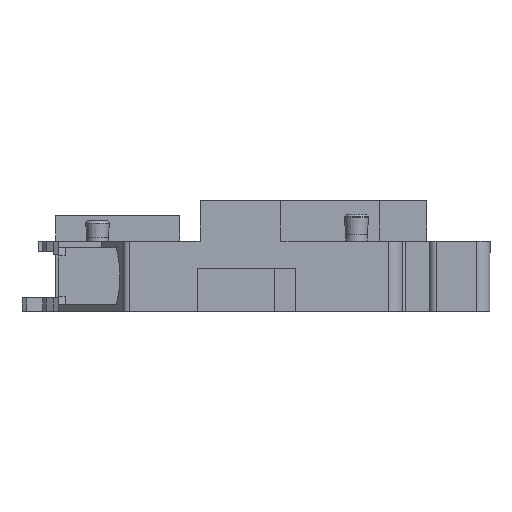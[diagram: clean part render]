
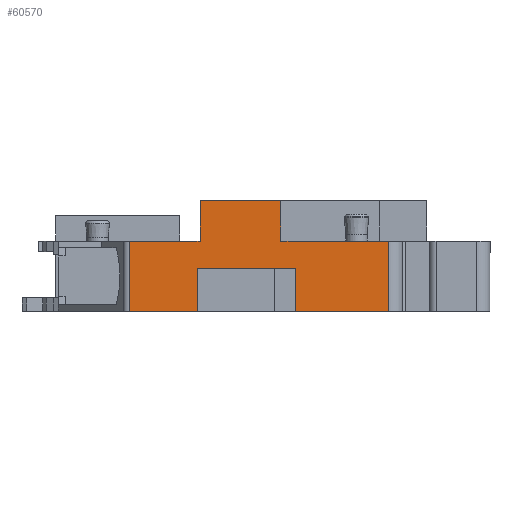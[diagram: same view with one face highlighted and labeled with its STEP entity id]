
A CAD part, left-side view. The second image highlights one B-rep face of the part: STEP entity #60570.
In plain terms, the highlighted face is planar.
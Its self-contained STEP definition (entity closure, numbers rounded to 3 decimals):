
#7590=CARTESIAN_POINT('',(-44.838,-0.882,
-2.6));
#7600=VERTEX_POINT('',#7590);
#7750=CARTESIAN_POINT('',(-44.838,-0.882,
-5.6));
#7760=VERTEX_POINT('',#7750);
#7790=CARTESIAN_POINT('',(-44.838,-0.882,
0.));
#7800=DIRECTION('',(0.,0.,1.));
#7810=VECTOR('',#7800,1.);
#7820=LINE('',#7790,#7810);
#7830=EDGE_CURVE('',#7760,#7600,#7820,.T.);
#11210=CARTESIAN_POINT('',(-38.838,-0.882,
-5.6));
#11220=VERTEX_POINT('',#11210);
#11250=CARTESIAN_POINT('',(0.,-0.882,-5.6));
#11260=DIRECTION('',(-1.,0.,0.));
#11270=VECTOR('',#11260,1.);
#11280=LINE('',#11250,#11270);
#11290=EDGE_CURVE('',#11220,#7760,#11280,.T.);
#15490=CARTESIAN_POINT('',(-45.038,-0.882,
0.));
#15500=DIRECTION('',(0.,0.,1.));
#15510=VECTOR('',#15500,1.);
#15520=LINE('',#15490,#15510);
#15530=CARTESIAN_POINT('',(-45.038,-0.882,
-0.6));
#15540=VERTEX_POINT('',#15530);
#15550=CARTESIAN_POINT('',(-45.038,-0.882,
2.6));
#15560=VERTEX_POINT('',#15550);
#15570=EDGE_CURVE('',#15540,#15560,#15520,.T.);
#18350=CARTESIAN_POINT('',(0.,-0.882,-0.6));
#18360=DIRECTION('',(1.,0.,0.));
#18370=VECTOR('',#18360,1.);
#18380=LINE('',#18350,#18370);
#18390=CARTESIAN_POINT('',(-37.738,-0.882,
-0.6));
#18400=VERTEX_POINT('',#18390);
#18410=EDGE_CURVE('',#15540,#18400,#18380,.T.);
#24130=CARTESIAN_POINT('',(-30.838,-0.882,
2.6));
#24140=VERTEX_POINT('',#24130);
#24170=CARTESIAN_POINT('',(-30.838,-0.882,
-2.6));
#24180=DIRECTION('',(0.,0.,1.));
#24190=VECTOR('',#24180,1.);
#24200=LINE('',#24170,#24190);
#24210=CARTESIAN_POINT('',(-30.838,-0.882,
-2.6));
#24220=VERTEX_POINT('',#24210);
#24230=EDGE_CURVE('',#24220,#24140,#24200,.T.);
#35490=CARTESIAN_POINT('',(0.,-0.882,-2.6));
#35500=DIRECTION('',(-1.,0.,0.));
#35510=VECTOR('',#35500,1.);
#35520=LINE('',#35490,#35510);
#35530=CARTESIAN_POINT('',(-50.089,-0.882,
-2.6));
#35540=VERTEX_POINT('',#35530);
#35550=EDGE_CURVE('',#7600,#35540,#35520,.T.);
#55610=CARTESIAN_POINT('',(-50.089,-0.882,
2.6));
#55620=VERTEX_POINT('',#55610);
#55650=CARTESIAN_POINT('',(0.,-0.882,2.6));
#55660=DIRECTION('',(1.,0.,0.));
#55670=VECTOR('',#55660,1.);
#55680=LINE('',#55650,#55670);
#55690=EDGE_CURVE('',#55620,#15560,#55680,.T.);
#57720=CARTESIAN_POINT('',(0.,-0.882,-2.6));
#57730=DIRECTION('',(-1.,0.,0.));
#57740=VECTOR('',#57730,1.);
#57750=LINE('',#57720,#57740);
#57760=CARTESIAN_POINT('',(-38.838,-0.882,
-2.6));
#57770=VERTEX_POINT('',#57760);
#57780=EDGE_CURVE('',#24220,#57770,#57750,.T.);
#58640=CARTESIAN_POINT('',(-37.738,-0.882,
0.));
#58650=DIRECTION('',(0.,0.,-1.));
#58660=VECTOR('',#58650,1.);
#58670=LINE('',#58640,#58660);
#58680=CARTESIAN_POINT('',(-37.738,-0.882,
2.6));
#58690=VERTEX_POINT('',#58680);
#58700=EDGE_CURVE('',#58690,#18400,#58670,.T.);
#60230=CARTESIAN_POINT('',(-31.538,-0.882,
-2.6));
#60240=DIRECTION('',(0.,1.,0.));
#60250=DIRECTION('',(-1.,0.,0.));
#60260=AXIS2_PLACEMENT_3D('',#60230,#60240,#60250);
#60270=PLANE('',#60260);
#60280=ORIENTED_EDGE('',*,*,#24230,.F.);
#60290=CARTESIAN_POINT('',(0.,-0.882,2.6));
#60300=DIRECTION('',(1.,0.,0.));
#60310=VECTOR('',#60300,1.);
#60320=LINE('',#60290,#60310);
#60330=EDGE_CURVE('',#58690,#24140,#60320,.T.);
#60340=ORIENTED_EDGE('',*,*,#60330,.T.);
#60350=ORIENTED_EDGE('',*,*,#58700,.F.);
#60360=ORIENTED_EDGE('',*,*,#18410,.T.);
#60370=ORIENTED_EDGE('',*,*,#15570,.F.);
#60380=ORIENTED_EDGE('',*,*,#55690,.T.);
#60390=CARTESIAN_POINT('',(-50.089,-0.882,
-2.6));
#60400=DIRECTION('',(0.,0.,-1.));
#60410=VECTOR('',#60400,1.);
#60420=LINE('',#60390,#60410);
#60430=EDGE_CURVE('',#55620,#35540,#60420,.T.);
#60440=ORIENTED_EDGE('',*,*,#60430,.F.);
#60450=ORIENTED_EDGE('',*,*,#35550,.T.);
#60460=ORIENTED_EDGE('',*,*,#7830,.T.);
#60470=ORIENTED_EDGE('',*,*,#11290,.T.);
#60480=CARTESIAN_POINT('',(-38.838,-0.882,
0.));
#60490=DIRECTION('',(0.,0.,1.));
#60500=VECTOR('',#60490,1.);
#60510=LINE('',#60480,#60500);
#60520=EDGE_CURVE('',#11220,#57770,#60510,.T.);
#60530=ORIENTED_EDGE('',*,*,#60520,.F.);
#60540=ORIENTED_EDGE('',*,*,#57780,.T.);
#60550=EDGE_LOOP('',(#60540,#60530,#60470,#60460,#60450,#60440,#60380,
#60370,#60360,#60350,#60340,#60280));
#60560=FACE_OUTER_BOUND('',#60550,.T.);
#60570=ADVANCED_FACE('',(#60560),#60270,.T.);
